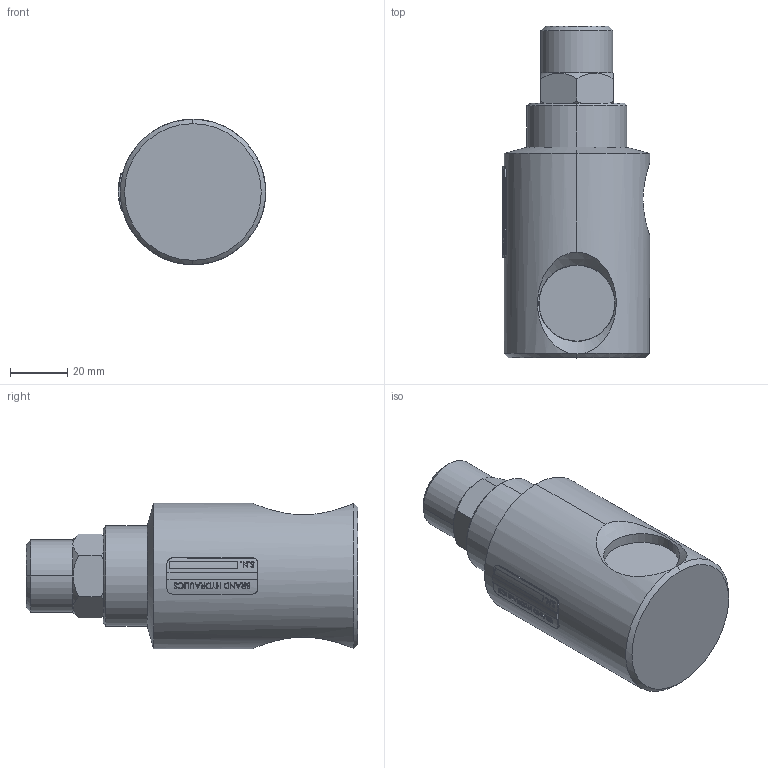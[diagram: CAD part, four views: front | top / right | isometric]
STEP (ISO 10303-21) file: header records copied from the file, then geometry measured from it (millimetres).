
FILE_DESCRIPTION (( 'STEP AP203' ), '1' );
FILE_NAME ('RL75 GENERIC VALVE.STEP', '2013-08-05T15:45:46', ( 'branduser' ), ( '' ), 'SwSTEP 2.0', 'SolidWorks 2013', '' );
FILE_SCHEMA (( 'CONFIG_CONTROL_DESIGN' ));
Length unit declared in the file: inch
Products named in the file (1): RL75 GENERIC VALVE
Bounding box: 51.44 x 115.87 x 50.8 mm (x, y, z)
Volume: 164981.2 mm3; surface area: 21775.1 mm2
Topology: 2 solids, 2 shells, 316 faces, 826 edges, 544 vertices
Faces by surface type: bspline 249, plane 29, cone 28, cylinder 10
Entity records: 23569 total; most frequent: CARTESIAN_POINT 17471, ORIENTED_EDGE 1652, EDGE_CURVE 826, VERTEX_POINT 544, B_SPLINE_CURVE_WITH_KNOTS 529, DIRECTION 476, EDGE_LOOP 346, ADVANCED_FACE 316
